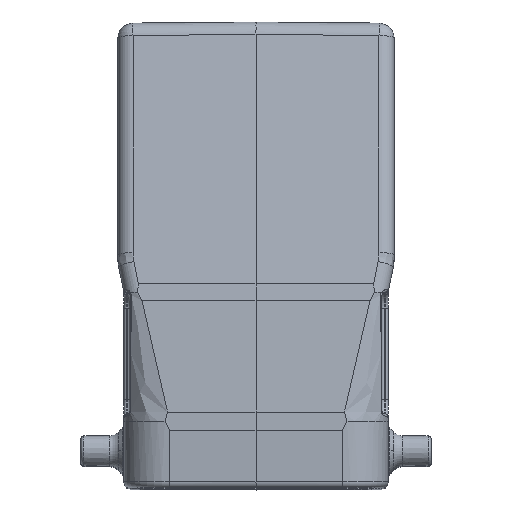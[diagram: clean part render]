
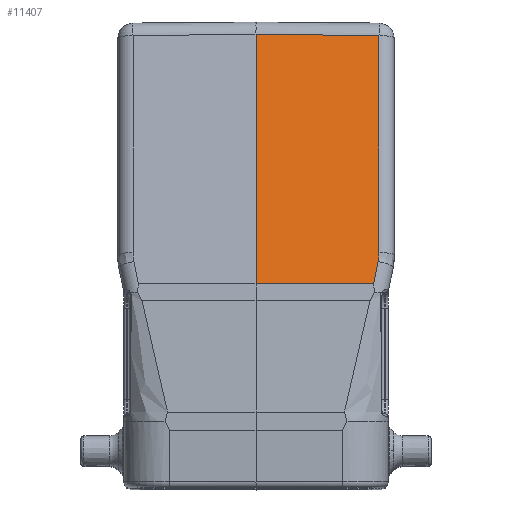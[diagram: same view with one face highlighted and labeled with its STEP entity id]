
A CAD part, top view. The second image highlights one B-rep face of the part: STEP entity #11407.
In plain terms, the highlighted planar face has unit normal (0.009, 0.19, 0.982).
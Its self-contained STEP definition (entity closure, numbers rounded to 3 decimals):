
#355=DIRECTION('',(0.,-0.982,0.19));
#356=VECTOR('',#355,41.382);
#357=CARTESIAN_POINT('',(0.,19.39,49.891));
#358=LINE('',#357,#356);
#359=DIRECTION('',(-1.,0.009,0.007));
#360=VECTOR('',#359,20.023);
#361=CARTESIAN_POINT('',(20.022,19.215,49.747));
#362=LINE('',#361,#360);
#363=CARTESIAN_POINT('',(19.876,-17.591,56.859));
#364=CARTESIAN_POINT('',(19.973,-17.107,56.764));
#365=CARTESIAN_POINT('',(20.022,-16.614,56.669));
#366=CARTESIAN_POINT('',(20.022,-16.12,56.573));
#368=DIRECTION('',(0.193,0.963,-0.188));
#369=VECTOR('',#368,3.79);
#370=CARTESIAN_POINT('',(19.146,-21.241,57.57));
#371=LINE('',#370,#369);
#390=CARTESIAN_POINT('',(0.,-21.241,57.74));
#414=DIRECTION('',(-1.,0.,0.009));
#415=VECTOR('',#414,19.147);
#416=CARTESIAN_POINT('',(19.146,-21.241,57.57));
#417=LINE('',#416,#415);
#423=CARTESIAN_POINT('',(19.146,-21.241,57.57));
#2552=DIRECTION('',(0.,-0.982,0.19));
#2553=VECTOR('',#2552,35.988);
#2554=CARTESIAN_POINT('',(20.022,19.215,49.747));
#2555=LINE('',#2554,#2553);
#9363=VERTEX_POINT('',#423);
#9364=CARTESIAN_POINT('',(20.022,19.215,49.747));
#9365=CARTESIAN_POINT('',(0.,19.39,49.891));
#9366=VERTEX_POINT('',#9364);
#9367=VERTEX_POINT('',#9365);
#9585=VERTEX_POINT('',#390);
#10534=CARTESIAN_POINT('',(20.022,-16.12,
56.573));
#10535=VERTEX_POINT('',#10534);
#10540=CARTESIAN_POINT('',(19.876,-17.591,
56.859));
#10541=VERTEX_POINT('',#10540);
#11389=CARTESIAN_POINT('',(0.,-22.585,58.));
#11390=DIRECTION('',(0.009,0.19,0.982));
#11391=DIRECTION('',(0.,-0.982,0.19));
#11392=AXIS2_PLACEMENT_3D('',#11389,#11390,#11391);
#11393=PLANE('',#11392);
#11395=ORIENTED_EDGE('',*,*,#11394,.F.);
#11397=ORIENTED_EDGE('',*,*,#11396,.F.);
#11399=ORIENTED_EDGE('',*,*,#11398,.T.);
#11401=ORIENTED_EDGE('',*,*,#11400,.F.);
#11402=ORIENTED_EDGE('',*,*,#11373,.F.);
#11404=ORIENTED_EDGE('',*,*,#11403,.T.);
#11405=EDGE_LOOP('',(#11395,#11397,#11399,#11401,#11402,#11404));
#11406=FACE_OUTER_BOUND('',#11405,.F.);
#367=B_SPLINE_CURVE_WITH_KNOTS('',3,(#363,#364,#365,#366),.UNSPECIFIED.,.F.,.F.,
(4,4),(0.,1.),.UNSPECIFIED.);
#11373=EDGE_CURVE('',#9363,#10541,#371,.T.);
#11394=EDGE_CURVE('',#9367,#9585,#358,.T.);
#11396=EDGE_CURVE('',#9366,#9367,#362,.T.);
#11398=EDGE_CURVE('',#9366,#10535,#2555,.T.);
#11400=EDGE_CURVE('',#10541,#10535,#367,.T.);
#11403=EDGE_CURVE('',#9363,#9585,#417,.T.);
#11407=ADVANCED_FACE('',(#11406),#11393,.T.);
